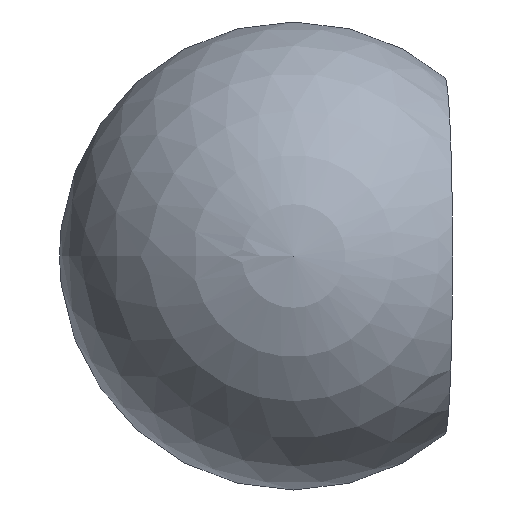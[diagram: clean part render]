
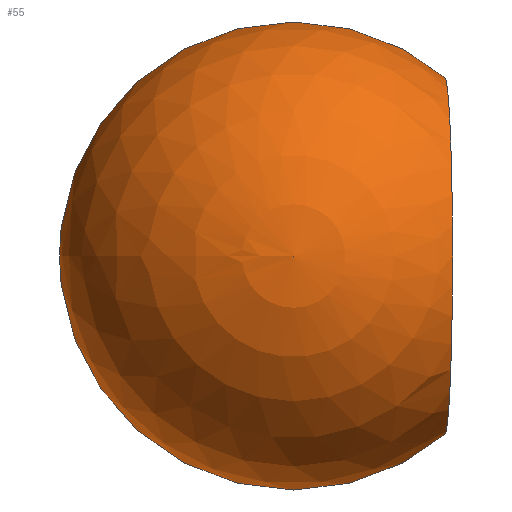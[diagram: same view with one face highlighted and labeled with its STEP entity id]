
A CAD part, left-side view. The second image highlights one B-rep face of the part: STEP entity #55.
In plain terms, the highlighted spherical face has radius 6.8 mm.
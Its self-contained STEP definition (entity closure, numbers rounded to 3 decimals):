
#55 = ADVANCED_FACE( '', ( #117, #118 ), #119, .T. );
#117 = FACE_BOUND( '', #177, .T. );
#118 = FACE_OUTER_BOUND( '', #178, .T. );
#119 = SPHERICAL_SURFACE( '', #179, 6.8 );
#177 = VERTEX_LOOP( '', #250 );
#178 = EDGE_LOOP( '', ( #251, #252 ) );
#179 = AXIS2_PLACEMENT_3D( '', #253, #254, #255 );
#250 = VERTEX_POINT( '', #299 );
#251 = ORIENTED_EDGE( '', *, *, #289, .F. );
#252 = ORIENTED_EDGE( '', *, *, #300, .T. );
#253 = CARTESIAN_POINT( '', ( 0., 0., 0. ) );
#254 = DIRECTION( '', ( 1., 0., 0. ) );
#255 = DIRECTION( '', ( 0., 1., 0. ) );
#289 = EDGE_CURVE( '', #326, #327, #329, .T. );
#299 = CARTESIAN_POINT( '', ( -6.8, 0., 0. ) );
#300 = EDGE_CURVE( '', #326, #327, #339, .F. );
#326 = VERTEX_POINT( '', #364 );
#327 = VERTEX_POINT( '', #365 );
#329 = CIRCLE( '', #372, 4.295 );
#339 = CIRCLE( '', #382, 5.185 );
#364 = CARTESIAN_POINT( '', ( 5.272, -4.174, -1.011 ) );
#365 = CARTESIAN_POINT( '', ( 5.272, -4.174, 1.011 ) );
#372 = AXIS2_PLACEMENT_3D( '', #410, #411, #412 );
#382 = AXIS2_PLACEMENT_3D( '', #419, #420, #421 );
#410 = CARTESIAN_POINT( '', ( 5.272, 0., 0. ) );
#411 = DIRECTION( '', ( 1., 0., 0. ) );
#412 = DIRECTION( '', ( 0., 0., -1. ) );
#419 = CARTESIAN_POINT( '', ( 0.192, -4.396, 0. ) );
#420 = DIRECTION( '', ( 0.044, -0.999, 0. ) );
#421 = DIRECTION( '', ( 0.999, 0.044, 0. ) );
